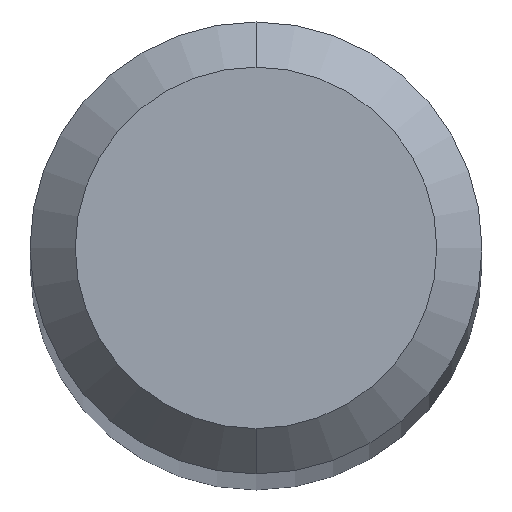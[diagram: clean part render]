
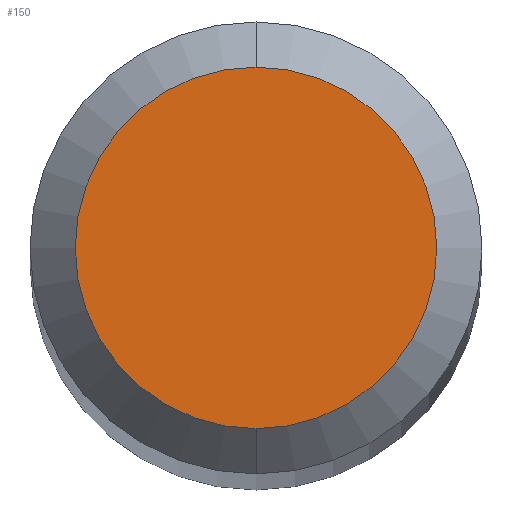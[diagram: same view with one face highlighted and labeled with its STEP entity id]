
A CAD part, top view. The second image highlights one B-rep face of the part: STEP entity #150.
In plain terms, the highlighted planar face has unit normal (0, 0, 1).
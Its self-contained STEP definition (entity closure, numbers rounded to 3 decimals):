
#6 = EDGE_LOOP ( 'NONE', ( #33, #10 ) ) ;
#8 = EDGE_CURVE ( 'NONE', #45, #169, #112, .T. ) ;
#10 = ORIENTED_EDGE ( 'NONE', *, *, #165, .T. ) ;
#26 = AXIS2_PLACEMENT_3D ( 'NONE', #124, #90, #28 ) ;
#28 = DIRECTION ( 'NONE',  ( 0., 1., 0. ) ) ;
#33 = ORIENTED_EDGE ( 'NONE', *, *, #8, .T. ) ;
#36 = CIRCLE ( 'NONE', #100, 1.429 ) ;
#45 = VERTEX_POINT ( 'NONE', #171 ) ;
#47 = FACE_OUTER_BOUND ( 'NONE', #6, .T. ) ;
#48 = DIRECTION ( 'NONE',  ( 0., 0., 1. ) ) ;
#63 = CARTESIAN_POINT ( 'NONE',  ( 0., 0., 0. ) ) ;
#90 = DIRECTION ( 'NONE',  ( 0., 0., -1. ) ) ;
#94 = CARTESIAN_POINT ( 'NONE',  ( 0., 0., 0. ) ) ;
#100 = AXIS2_PLACEMENT_3D ( 'NONE', #94, #213, #190 ) ;
#109 = DIRECTION ( 'NONE',  ( 0., 1., 0. ) ) ;
#112 = CIRCLE ( 'NONE', #197, 1.429 ) ;
#124 = CARTESIAN_POINT ( 'NONE',  ( 0., 1.786, 0. ) ) ;
#150 = ADVANCED_FACE ( 'NONE', ( #47 ), #186, .F. ) ;
#165 = EDGE_CURVE ( 'NONE', #169, #45, #36, .T. ) ;
#169 = VERTEX_POINT ( 'NONE', #210 ) ;
#171 = CARTESIAN_POINT ( 'NONE',  ( 0., 1.429, 0. ) ) ;
#186 = PLANE ( 'NONE',  #26 ) ;
#190 = DIRECTION ( 'NONE',  ( 0., 1., 0. ) ) ;
#197 = AXIS2_PLACEMENT_3D ( 'NONE', #63, #48, #109 ) ;
#210 = CARTESIAN_POINT ( 'NONE',  ( 0., -1.429, 0. ) ) ;
#213 = DIRECTION ( 'NONE',  ( 0., 0., 1. ) ) ;
